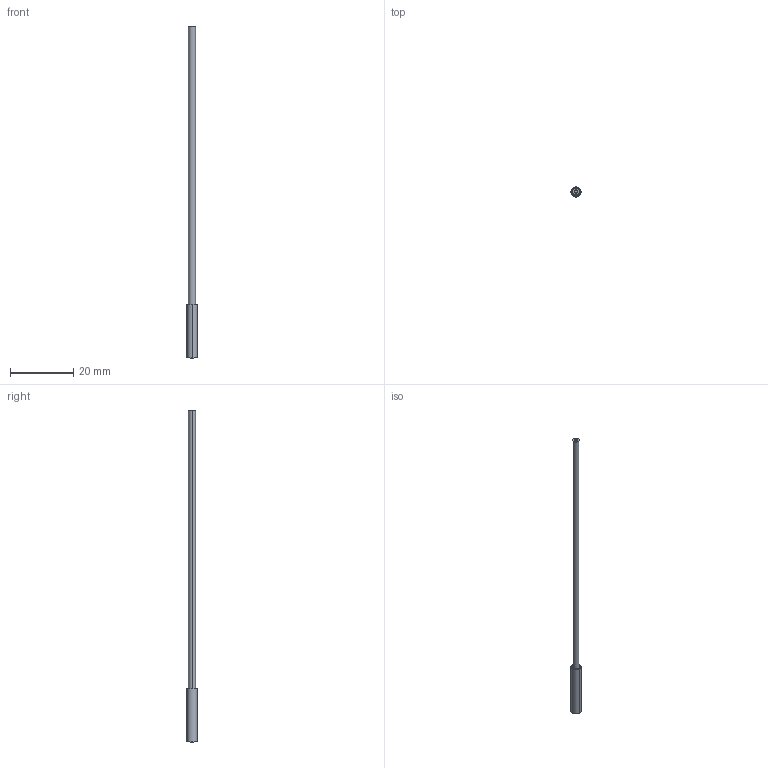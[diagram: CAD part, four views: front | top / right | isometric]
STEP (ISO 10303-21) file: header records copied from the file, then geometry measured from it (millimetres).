
FILE_DESCRIPTION((''),'2;1');
FILE_NAME('194023_ASM','2016-04-01T',('PDMAdmin'),(''),'PRO/ENGINEER BY PARAMETRIC TECHNOLOGY CORPORATION, 2013230','PRO/ENGINEER BY PARAMETRIC TECHNOLOGY CORPORATION, 2013230','');
FILE_SCHEMA(('CONFIG_CONTROL_DESIGN'));
Length unit declared in the file: inch
Products named in the file (5): 13532; 130294; FIBER_CORE_1MM; 48099_ASM; 194023_ASM
Assembly tree (4 placements, depth 3):
  194023_ASM
    48099_ASM
      13532
      130294
      FIBER_CORE_1MM
Bounding box: 3.17 x 3.17 x 104.65 mm (x, y, z)
Volume: 398.3 mm3; surface area: 1318.5 mm2
Topology: 3 solids, 3 shells, 22 faces, 42 edges, 26 vertices
Faces by surface type: cylinder 12, plane 6, cone 4
Entity records: 719 total; most frequent: DIRECTION 136, CARTESIAN_POINT 102, ORIENTED_EDGE 84, AXIS2_PLACEMENT_3D 60, EDGE_CURVE 42, VERTEX_POINT 26, EDGE_LOOP 26, CIRCLE 26
